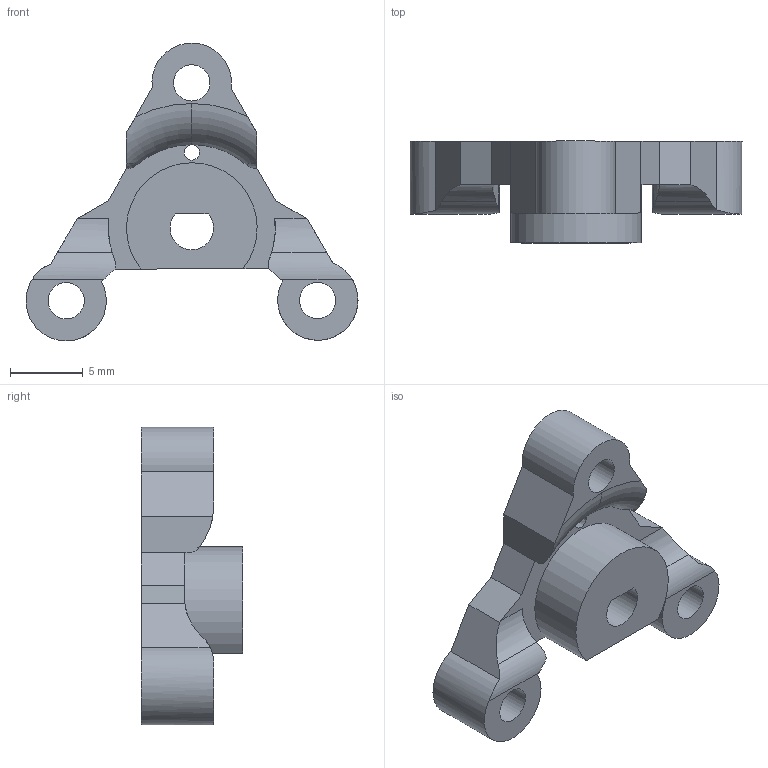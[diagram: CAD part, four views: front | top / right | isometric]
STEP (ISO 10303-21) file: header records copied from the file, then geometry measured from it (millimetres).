
FILE_DESCRIPTION(/* description */ (''),/* implementation_level */ '2;1');
FILE_NAME(/* name */ 'WheelHub.step',/* time_stamp */ '2019-10-05T20:22:03+02:00',/* author */ (''),/* organization */ (''),/* preprocessor_version */ 'ST-DEVELOPER v18',/* originating_system */ 'Autodesk Translation Framework v8.6.0.1094',/* authorisation */ '');
FILE_SCHEMA (('AUTOMOTIVE_DESIGN { 1 0 10303 214 3 1 1 }'));
Length unit declared in the file: millimetre
Products named in the file (2): HubRueda; Hub
Assembly tree (1 placements, depth 2):
  HubRueda
    Hub
Bounding box: 22.87 x 7 x 20.52 mm (x, y, z)
Volume: 906.7 mm3; surface area: 1030.9 mm2
Topology: 1 solids, 1 shells, 41 faces, 118 edges, 78 vertices
Faces by surface type: plane 20, cylinder 16, bspline 3, torus 2
Full cylindrical faces by diameter (mm): 2.5 x3
Entity records: 1555 total; most frequent: CARTESIAN_POINT 417, ORIENTED_EDGE 236, DIRECTION 218, EDGE_CURVE 118, VERTEX_POINT 78, AXIS2_PLACEMENT_3D 78, LINE 62, VECTOR 62
